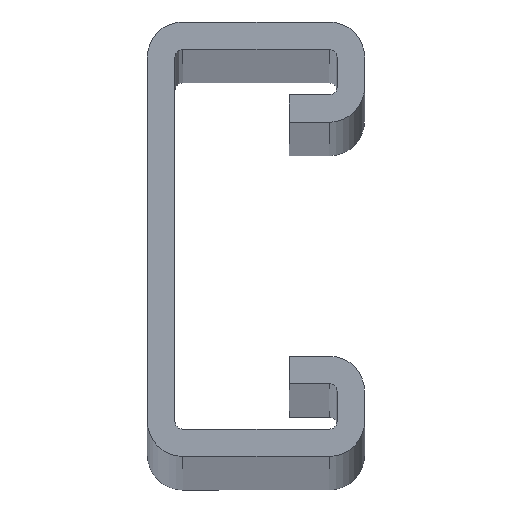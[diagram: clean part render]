
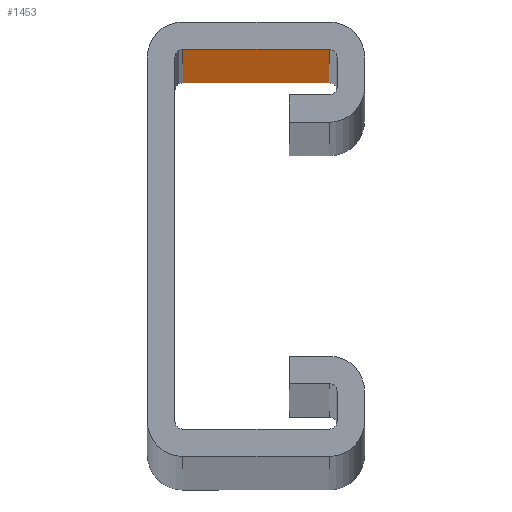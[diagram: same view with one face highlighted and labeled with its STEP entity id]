
A CAD part, top view. The second image highlights one B-rep face of the part: STEP entity #1453.
In plain terms, the highlighted planar face has unit normal (0, -1, 0).
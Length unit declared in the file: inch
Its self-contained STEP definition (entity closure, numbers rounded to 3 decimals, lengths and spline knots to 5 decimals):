
#21 = EDGE_CURVE ( 'NONE', #414, #1117, #674, .T. ) ;
#49 = FACE_OUTER_BOUND ( 'NONE', #350, .T. ) ;
#102 = EDGE_CURVE ( 'NONE', #915, #1117, #446, .T. ) ;
#201 = CARTESIAN_POINT ( 'NONE',  ( 0.13136, 0.71014, -72. ) ) ;
#313 = VECTOR ( 'NONE', #1011, 39.37008 ) ;
#333 = AXIS2_PLACEMENT_3D ( 'NONE', #1215, #715, #1480 ) ;
#350 = EDGE_LOOP ( 'NONE', ( #450, #1330, #1608, #950 ) ) ;
#414 = VERTEX_POINT ( 'NONE', #1513 ) ;
#419 = CARTESIAN_POINT ( 'NONE',  ( 0.13136, 0.71014, 0. ) ) ;
#446 = LINE ( 'NONE', #937, #831 ) ;
#450 = ORIENTED_EDGE ( 'NONE', *, *, #102, .F. ) ;
#490 = CARTESIAN_POINT ( 'NONE',  ( 0.68114, 0.71014, 0. ) ) ;
#674 = LINE ( 'NONE', #894, #313 ) ;
#682 = VECTOR ( 'NONE', #1341, 39.37008 ) ;
#715 = DIRECTION ( 'NONE',  ( 0., -1., 0. ) ) ;
#831 = VECTOR ( 'NONE', #1061, 39.37008 ) ;
#859 = VERTEX_POINT ( 'NONE', #1279 ) ;
#862 = CARTESIAN_POINT ( 'NONE',  ( 0.13136, 0.71014, -72. ) ) ;
#894 = CARTESIAN_POINT ( 'NONE',  ( 0.68114, 0.71014, -72. ) ) ;
#915 = VERTEX_POINT ( 'NONE', #419 ) ;
#937 = CARTESIAN_POINT ( 'NONE',  ( 0.13136, 0.71014, 0. ) ) ;
#950 = ORIENTED_EDGE ( 'NONE', *, *, #21, .T. ) ;
#954 = LINE ( 'NONE', #201, #1288 ) ;
#966 = PLANE ( 'NONE',  #333 ) ;
#1011 = DIRECTION ( 'NONE',  ( 0., 0., 1. ) ) ;
#1061 = DIRECTION ( 'NONE',  ( 1., 0., 0. ) ) ;
#1117 = VERTEX_POINT ( 'NONE', #490 ) ;
#1215 = CARTESIAN_POINT ( 'NONE',  ( 0.13136, 0.71014, -72. ) ) ;
#1219 = EDGE_CURVE ( 'NONE', #859, #915, #954, .T. ) ;
#1279 = CARTESIAN_POINT ( 'NONE',  ( 0.13136, 0.71014, -72. ) ) ;
#1288 = VECTOR ( 'NONE', #1571, 39.37008 ) ;
#1330 = ORIENTED_EDGE ( 'NONE', *, *, #1219, .F. ) ;
#1341 = DIRECTION ( 'NONE',  ( 1., 0., 0. ) ) ;
#1347 = LINE ( 'NONE', #862, #682 ) ;
#1393 = EDGE_CURVE ( 'NONE', #859, #414, #1347, .T. ) ;
#1453 = ADVANCED_FACE ( 'NONE', ( #49 ), #966, .T. ) ;
#1480 = DIRECTION ( 'NONE',  ( 1., 0., 0. ) ) ;
#1513 = CARTESIAN_POINT ( 'NONE',  ( 0.68114, 0.71014, -72. ) ) ;
#1571 = DIRECTION ( 'NONE',  ( 0., 0., 1. ) ) ;
#1608 = ORIENTED_EDGE ( 'NONE', *, *, #1393, .T. ) ;
